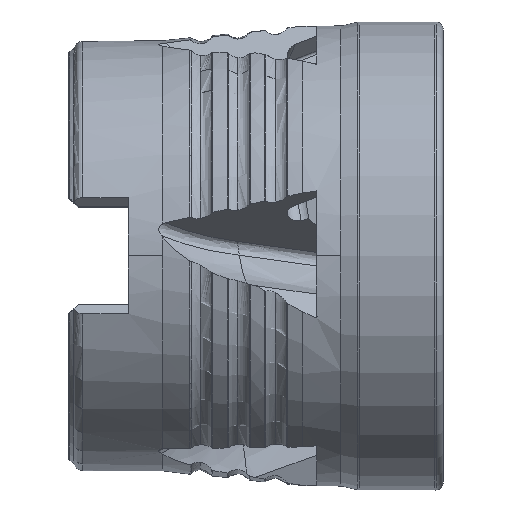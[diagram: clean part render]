
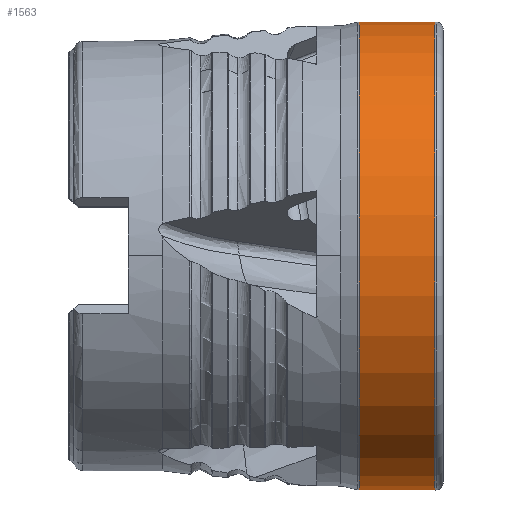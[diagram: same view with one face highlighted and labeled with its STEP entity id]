
A CAD part, top view. The second image highlights one B-rep face of the part: STEP entity #1563.
In plain terms, the highlighted cylindrical face has radius 25 mm (diameter 50 mm), a partial arc.
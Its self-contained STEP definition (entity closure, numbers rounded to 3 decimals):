
#200 = DIRECTION ( 'NONE',  ( 1., 0., 0. ) ) ;
#213 = CARTESIAN_POINT ( 'NONE',  ( 6.547, -25., 0. ) ) ;
#1563 = ADVANCED_FACE ( 'NONE', ( #7879 ), #7881, .T. ) ;
#2110 = AXIS2_PLACEMENT_3D ( 'NONE', #5006, #5007, #5008 ) ;
#2115 = AXIS2_PLACEMENT_3D ( 'NONE', #5057, #5059, #5060 ) ;
#2482 = EDGE_CURVE ( 'NONE', #11808, #11563, #9776, .T. ) ;
#2535 = EDGE_CURVE ( 'NONE', #11564, #11563, #9823, .T. ) ;
#2546 = EDGE_CURVE ( 'NONE', #11809, #11808, #9831, .T. ) ;
#2654 = EDGE_CURVE ( 'NONE', #11809, #11564, #9914, .T. ) ;
#2784 = AXIS2_PLACEMENT_3D ( 'NONE', #11392, #11411, #11415 ) ;
#5006 = CARTESIAN_POINT ( 'NONE',  ( 0.839, 0., 0. ) ) ;
#5007 = DIRECTION ( 'NONE',  ( 1., 0., 0. ) ) ;
#5008 = DIRECTION ( 'NONE',  ( 0., 1., 0. ) ) ;
#5057 = CARTESIAN_POINT ( 'NONE',  ( -7.223, 0., 0. ) ) ;
#5059 = DIRECTION ( 'NONE',  ( 1., 0., 0. ) ) ;
#5060 = DIRECTION ( 'NONE',  ( 0., 1., 0. ) ) ;
#5534 = CARTESIAN_POINT ( 'NONE',  ( 6.547, 25., 0. ) ) ;
#5535 = DIRECTION ( 'NONE',  ( 1., 0., 0. ) ) ;
#7658 = EDGE_LOOP ( 'NONE', ( #10688, #13237, #13221, #13207 ) ) ;
#7879 = FACE_OUTER_BOUND ( 'NONE', #7658, .T. ) ;
#7881 = CYLINDRICAL_SURFACE ( 'NONE', #2784, 25. ) ;
#9243 = CARTESIAN_POINT ( 'NONE',  ( 0.839, -25., 0. ) ) ;
#9244 = CARTESIAN_POINT ( 'NONE',  ( 0.839, 25., 0. ) ) ;
#9452 = CARTESIAN_POINT ( 'NONE',  ( -7.223, -25., 0. ) ) ;
#9453 = CARTESIAN_POINT ( 'NONE',  ( -7.223, 25., 0. ) ) ;
#9771 = VECTOR ( 'NONE', #200, 1000. ) ;
#9776 = LINE ( 'NONE', #213, #9771 ) ;
#9823 = CIRCLE ( 'NONE', #2110, 25. ) ;
#9831 = CIRCLE ( 'NONE', #2115, 25. ) ;
#9914 = LINE ( 'NONE', #5534, #9918 ) ;
#9918 = VECTOR ( 'NONE', #5535, 1000. ) ;
#10688 = ORIENTED_EDGE ( 'NONE', *, *, #2546, .T. ) ;
#11392 = CARTESIAN_POINT ( 'NONE',  ( 6.547, 0., 0. ) ) ;
#11411 = DIRECTION ( 'NONE',  ( 1., 0., 0. ) ) ;
#11415 = DIRECTION ( 'NONE',  ( 0., 1., 0. ) ) ;
#11563 = VERTEX_POINT ( 'NONE', #9243 ) ;
#11564 = VERTEX_POINT ( 'NONE', #9244 ) ;
#11808 = VERTEX_POINT ( 'NONE', #9452 ) ;
#11809 = VERTEX_POINT ( 'NONE', #9453 ) ;
#13207 = ORIENTED_EDGE ( 'NONE', *, *, #2654, .F. ) ;
#13221 = ORIENTED_EDGE ( 'NONE', *, *, #2535, .F. ) ;
#13237 = ORIENTED_EDGE ( 'NONE', *, *, #2482, .T. ) ;
